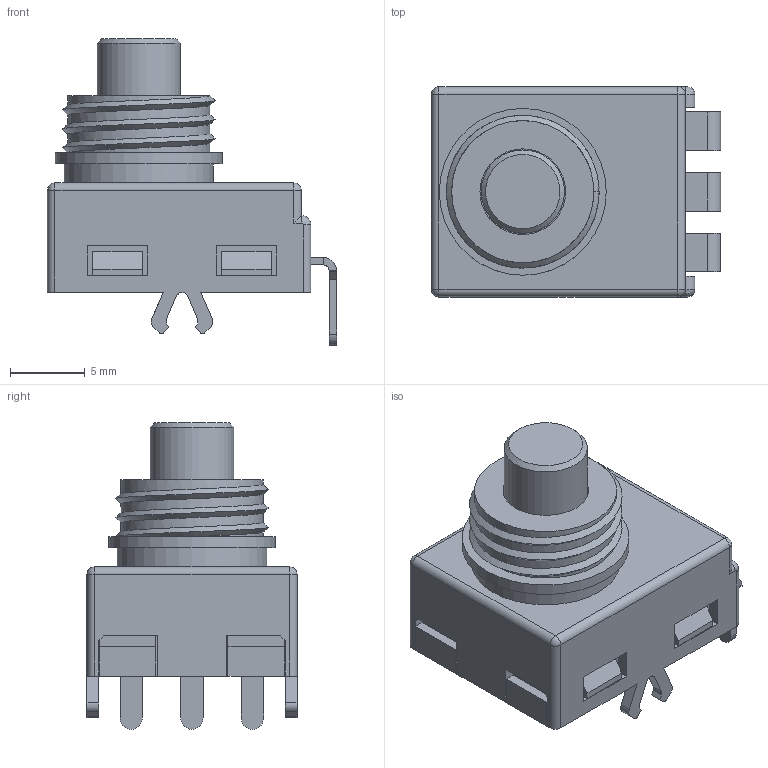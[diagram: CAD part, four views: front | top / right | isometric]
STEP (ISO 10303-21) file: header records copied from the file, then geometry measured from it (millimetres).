
FILE_DESCRIPTION(/* description */ (''),/* implementation_level */ '2;1');
FILE_NAME(/* name */ 'GC-536-0109 Model.stp',/* time_stamp */ '2023-02-20T14:01:42-05:00',/* author */ ('dwiltbank'),/* organization */ (''),/* preprocessor_version */ 'ST-DEVELOPER v18.1',/* originating_system */ 'Autodesk Inventor 2022',/* authorisation */ '');
FILE_SCHEMA (('AUTOMOTIVE_DESIGN { 1 0 10303 214 3 1 1 }'));
Length unit declared in the file: inch
Products named in the file (1): GC-536-0109_Simplify_1
Bounding box: 19.38 x 14.07 x 20.52 mm (x, y, z)
Volume: 1577.9 mm3; surface area: 2876.2 mm2
Topology: 4 solids, 4 shells, 463 faces, 1239 edges, 794 vertices
Faces by surface type: plane 345, cylinder 100, cone 9, sphere 5, bspline 4
Full cylindrical faces by diameter (mm): 0.914 x4, 1.168 x4, 1.524 x2, 1.778 x2, 3.226 x1, 4.394 x1, 5.588 x1, 5.74 x1, 7.112 x1, 9.525 x3, 10.008 x1, 10.16 x1, 11.176 x1
Entity records: 15419 total; most frequent: CARTESIAN_POINT 3121, ORIENTED_EDGE 2468, DIRECTION 2366, EDGE_CURVE 1234, LINE 996, VECTOR 996, VERTEX_POINT 794, AXIS2_PLACEMENT_3D 685
